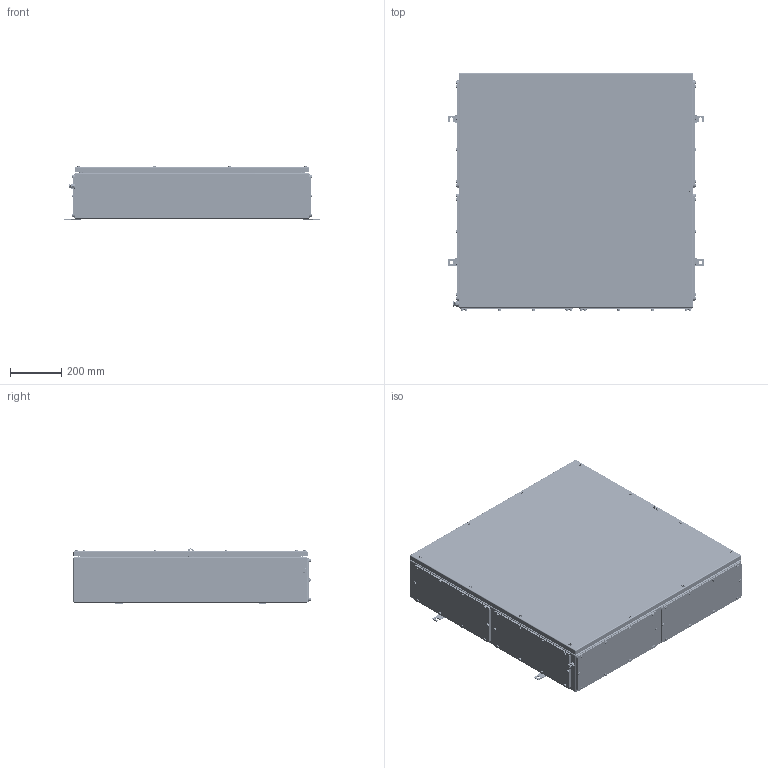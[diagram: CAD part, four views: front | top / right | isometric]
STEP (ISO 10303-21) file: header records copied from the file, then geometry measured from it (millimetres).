
FILE_DESCRIPTION(('CATIA V5 STEP Exchange','CAx-IF Rec.Pracs.--- Model Styling and Organization---1.4--- 2014-01-23'),'2;1');
FILE_NAME ('1523492-3_1_8000108884_8000108884 KTB MH 919120 S4E3.stp','2024-01-21T17:34:41+00:00',('none'),('Weidmueller'),'CATIA Version 5-6 Release 2016 SP3 HF44','CATIA V5 STEP AP214','none');
FILE_SCHEMA(('AUTOMOTIVE_DESIGN { 1 0 10303 214 1 1 1 1 }'));
Products named in the file (1): 8000108884 KTB MH 919120 S4E3
Bounding box: 995 x 925 x 215 mm (x, y, z)
Volume: 5326899 mm3; surface area: 5931602.8 mm2
Topology: 177 solids, 178 shells, 4745 faces, 11728 edges, 7557 vertices
Faces by surface type: plane 2150, cylinder 2049, cone 406, bspline 112, torus 20, sphere 8
Entity records: 161512 total; most frequent: CARTESIAN_POINT 51836, ORIENTED_EDGE 23076, DIRECTION 18746, EDGE_CURVE 11442, AXIS2_PLACEMENT_3D 7725, VERTEX_POINT 7491, VECTOR 6484, LINE 6484
